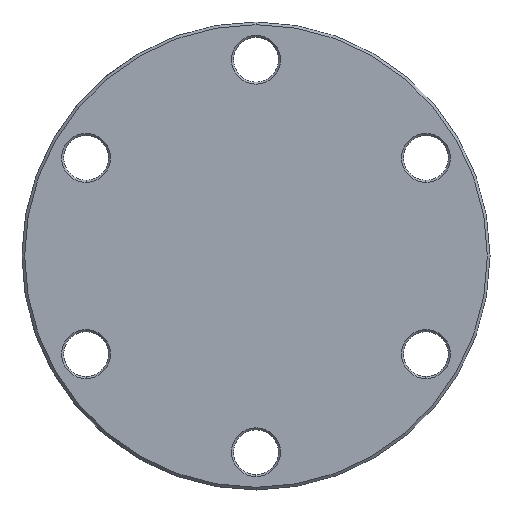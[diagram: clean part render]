
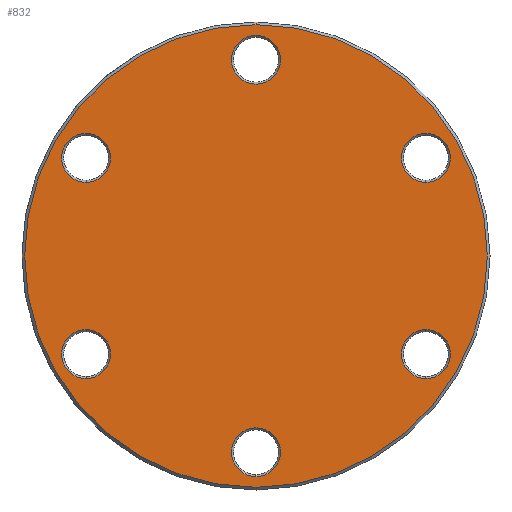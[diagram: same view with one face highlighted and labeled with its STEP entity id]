
A CAD part, front view. The second image highlights one B-rep face of the part: STEP entity #832.
In plain terms, the highlighted planar face has unit normal (0, -1, 0).
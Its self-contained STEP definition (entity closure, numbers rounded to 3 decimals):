
#1 = VERTEX_POINT ( 'NONE', #1104 ) ;
#8 = VERTEX_POINT ( 'NONE', #1117 ) ;
#25 = EDGE_CURVE ( 'NONE', #33, #1, #1137, .T. ) ;
#33 = VERTEX_POINT ( 'NONE', #1174 ) ;
#38 = EDGE_CURVE ( 'NONE', #8, #70, #1177, .T. ) ;
#46 = EDGE_CURVE ( 'NONE', #52, #93, #1091, .T. ) ;
#52 = VERTEX_POINT ( 'NONE', #1181 ) ;
#70 = VERTEX_POINT ( 'NONE', #1256 ) ;
#88 = VERTEX_POINT ( 'NONE', #1296 ) ;
#93 = VERTEX_POINT ( 'NONE', #1308 ) ;
#116 = EDGE_CURVE ( 'NONE', #120, #88, #1326, .T. ) ;
#117 = VERTEX_POINT ( 'NONE', #1299 ) ;
#120 = VERTEX_POINT ( 'NONE', #1218 ) ;
#136 = VERTEX_POINT ( 'NONE', #1397 ) ;
#161 = VERTEX_POINT ( 'NONE', #1459 ) ;
#178 = EDGE_CURVE ( 'NONE', #117, #161, #1451, .T. ) ;
#181 = EDGE_CURVE ( 'NONE', #136, #1056, #1504, .T. ) ;
#465 = CARTESIAN_POINT ( 'NONE',  ( 0., 0., -34.6 ) ) ;
#515 = CARTESIAN_POINT ( 'NONE',  ( 0., 0., 33. ) ) ;
#563 = DIRECTION ( 'NONE',  ( 0., 0., -1. ) ) ;
#564 = DIRECTION ( 'NONE',  ( 0., -1., 0. ) ) ;
#565 = AXIS2_PLACEMENT_3D ( 'NONE', #659, #564, #563 ) ;
#567 = CIRCLE ( 'NONE', #670, 3.65 ) ;
#626 = CARTESIAN_POINT ( 'NONE',  ( -25.418, 0., -14.675 ) ) ;
#627 = CIRCLE ( 'NONE', #639, 3.65 ) ;
#638 = DIRECTION ( 'NONE',  ( 0., 1., 0. ) ) ;
#639 = AXIS2_PLACEMENT_3D ( 'NONE', #626, #638, #642 ) ;
#642 = DIRECTION ( 'NONE',  ( 0., 0., -1. ) ) ;
#644 = DIRECTION ( 'NONE',  ( 0., 1., 0. ) ) ;
#645 = CARTESIAN_POINT ( 'NONE',  ( -25.418, 0., 14.675 ) ) ;
#646 = CIRCLE ( 'NONE', #565, 34.6 ) ;
#653 = CARTESIAN_POINT ( 'NONE',  ( 0., 0., 29.35 ) ) ;
#655 = DIRECTION ( 'NONE',  ( 0., 0., -1. ) ) ;
#658 = CIRCLE ( 'NONE', #671, 3.65 ) ;
#659 = CARTESIAN_POINT ( 'NONE',  ( 0., 0., 0. ) ) ;
#666 = DIRECTION ( 'NONE',  ( 0., 0., -1. ) ) ;
#667 = DIRECTION ( 'NONE',  ( 0., 1., 0. ) ) ;
#670 = AXIS2_PLACEMENT_3D ( 'NONE', #653, #667, #655 ) ;
#671 = AXIS2_PLACEMENT_3D ( 'NONE', #645, #644, #666 ) ;
#691 = VERTEX_POINT ( 'NONE', #1524 ) ;
#696 = EDGE_CURVE ( 'NONE', #1050, #691, #1547, .T. ) ;
#818 = EDGE_LOOP ( 'NONE', ( #861, #872 ) ) ;
#822 = ORIENTED_EDGE ( 'NONE', *, *, #181, .T. ) ;
#823 = EDGE_CURVE ( 'NONE', #88, #120, #1696, .T. ) ;
#824 = EDGE_LOOP ( 'NONE', ( #857, #841 ) ) ;
#828 = EDGE_LOOP ( 'NONE', ( #830, #856 ) ) ;
#829 = EDGE_CURVE ( 'NONE', #161, #117, #1713, .T. ) ;
#830 = ORIENTED_EDGE ( 'NONE', *, *, #178, .T. ) ;
#831 = ORIENTED_EDGE ( 'NONE', *, *, #46, .T. ) ;
#832 = ADVANCED_FACE ( 'NONE', ( #1697, #1714, #1709, #1700, #1704, #1703, #1699 ), #1599, .T. ) ;
#833 = EDGE_LOOP ( 'NONE', ( #831, #837 ) ) ;
#834 = EDGE_LOOP ( 'NONE', ( #822, #840 ) ) ;
#837 = ORIENTED_EDGE ( 'NONE', *, *, #839, .T. ) ;
#838 = ORIENTED_EDGE ( 'NONE', *, *, #25, .T. ) ;
#839 = EDGE_CURVE ( 'NONE', #93, #52, #1659, .T. ) ;
#840 = ORIENTED_EDGE ( 'NONE', *, *, #842, .T. ) ;
#841 = ORIENTED_EDGE ( 'NONE', *, *, #823, .T. ) ;
#842 = EDGE_CURVE ( 'NONE', #1056, #136, #567, .T. ) ;
#844 = EDGE_LOOP ( 'NONE', ( #853, #860 ) ) ;
#845 = EDGE_CURVE ( 'NONE', #1, #33, #627, .T. ) ;
#853 = ORIENTED_EDGE ( 'NONE', *, *, #38, .T. ) ;
#854 = EDGE_LOOP ( 'NONE', ( #838, #871 ) ) ;
#855 = EDGE_CURVE ( 'NONE', #70, #8, #658, .T. ) ;
#856 = ORIENTED_EDGE ( 'NONE', *, *, #829, .T. ) ;
#857 = ORIENTED_EDGE ( 'NONE', *, *, #116, .T. ) ;
#859 = EDGE_CURVE ( 'NONE', #691, #1050, #646, .T. ) ;
#860 = ORIENTED_EDGE ( 'NONE', *, *, #855, .T. ) ;
#861 = ORIENTED_EDGE ( 'NONE', *, *, #859, .T. ) ;
#871 = ORIENTED_EDGE ( 'NONE', *, *, #845, .T. ) ;
#872 = ORIENTED_EDGE ( 'NONE', *, *, #696, .T. ) ;
#1050 = VERTEX_POINT ( 'NONE', #465 ) ;
#1056 = VERTEX_POINT ( 'NONE', #515 ) ;
#1090 = AXIS2_PLACEMENT_3D ( 'NONE', #1116, #1115, #1094 ) ;
#1091 = CIRCLE ( 'NONE', #1090, 3.65 ) ;
#1094 = DIRECTION ( 'NONE',  ( 0., 0., -1. ) ) ;
#1104 = CARTESIAN_POINT ( 'NONE',  ( -25.418, 0., -11.025 ) ) ;
#1115 = DIRECTION ( 'NONE',  ( 0., 1., 0. ) ) ;
#1116 = CARTESIAN_POINT ( 'NONE',  ( 25.418, 0., 14.675 ) ) ;
#1117 = CARTESIAN_POINT ( 'NONE',  ( -25.418, 0., 11.025 ) ) ;
#1135 = AXIS2_PLACEMENT_3D ( 'NONE', #1136, #1166, #1142 ) ;
#1136 = CARTESIAN_POINT ( 'NONE',  ( -25.418, 0., -14.675 ) ) ;
#1137 = CIRCLE ( 'NONE', #1135, 3.65 ) ;
#1142 = DIRECTION ( 'NONE',  ( 0., 0., -1. ) ) ;
#1166 = DIRECTION ( 'NONE',  ( 0., 1., 0. ) ) ;
#1174 = CARTESIAN_POINT ( 'NONE',  ( -25.418, 0., -18.325 ) ) ;
#1176 = DIRECTION ( 'NONE',  ( 0., 1., 0. ) ) ;
#1177 = CIRCLE ( 'NONE', #1187, 3.65 ) ;
#1181 = CARTESIAN_POINT ( 'NONE',  ( 25.418, 0., 11.025 ) ) ;
#1186 = DIRECTION ( 'NONE',  ( 0., 0., -1. ) ) ;
#1187 = AXIS2_PLACEMENT_3D ( 'NONE', #1200, #1176, #1186 ) ;
#1200 = CARTESIAN_POINT ( 'NONE',  ( -25.418, 0., 14.675 ) ) ;
#1218 = CARTESIAN_POINT ( 'NONE',  ( 25.418, 0., -18.325 ) ) ;
#1256 = CARTESIAN_POINT ( 'NONE',  ( -25.418, 0., 18.325 ) ) ;
#1296 = CARTESIAN_POINT ( 'NONE',  ( 25.418, 0., -11.025 ) ) ;
#1299 = CARTESIAN_POINT ( 'NONE',  ( 0., 0., -33. ) ) ;
#1308 = CARTESIAN_POINT ( 'NONE',  ( 25.418, 0., 18.325 ) ) ;
#1322 = CARTESIAN_POINT ( 'NONE',  ( 25.418, 0., -14.675 ) ) ;
#1326 = CIRCLE ( 'NONE', #1334, 3.65 ) ;
#1330 = DIRECTION ( 'NONE',  ( 0., 0., -1. ) ) ;
#1334 = AXIS2_PLACEMENT_3D ( 'NONE', #1322, #1336, #1330 ) ;
#1336 = DIRECTION ( 'NONE',  ( 0., 1., 0. ) ) ;
#1397 = CARTESIAN_POINT ( 'NONE',  ( 0., 0., 25.7 ) ) ;
#1416 = DIRECTION ( 'NONE',  ( 0., 0., -1. ) ) ;
#1451 = CIRCLE ( 'NONE', #1512, 3.65 ) ;
#1459 = CARTESIAN_POINT ( 'NONE',  ( 0., 0., -25.7 ) ) ;
#1462 = CARTESIAN_POINT ( 'NONE',  ( 0., 0., 29.35 ) ) ;
#1504 = CIRCLE ( 'NONE', #1527, 3.65 ) ;
#1509 = DIRECTION ( 'NONE',  ( 0., 0., -1. ) ) ;
#1510 = DIRECTION ( 'NONE',  ( 0., 1., 0. ) ) ;
#1511 = CARTESIAN_POINT ( 'NONE',  ( 0., 0., -29.35 ) ) ;
#1512 = AXIS2_PLACEMENT_3D ( 'NONE', #1511, #1510, #1509 ) ;
#1524 = CARTESIAN_POINT ( 'NONE',  ( 0., 0., 34.6 ) ) ;
#1527 = AXIS2_PLACEMENT_3D ( 'NONE', #1462, #1534, #1533 ) ;
#1533 = DIRECTION ( 'NONE',  ( 0., 0., -1. ) ) ;
#1534 = DIRECTION ( 'NONE',  ( 0., 1., 0. ) ) ;
#1547 = CIRCLE ( 'NONE', #1552, 34.6 ) ;
#1551 = DIRECTION ( 'NONE',  ( 0., -1., 0. ) ) ;
#1552 = AXIS2_PLACEMENT_3D ( 'NONE', #1561, #1551, #1562 ) ;
#1561 = CARTESIAN_POINT ( 'NONE',  ( 0., 0., 0. ) ) ;
#1562 = DIRECTION ( 'NONE',  ( 0., 0., -1. ) ) ;
#1583 = CARTESIAN_POINT ( 'NONE',  ( 0., 0., 0. ) ) ;
#1584 = AXIS2_PLACEMENT_3D ( 'NONE', #1583, #1598, #1416 ) ;
#1598 = DIRECTION ( 'NONE',  ( 0., -1., 0. ) ) ;
#1599 = PLANE ( 'NONE',  #1584 ) ;
#1656 = CARTESIAN_POINT ( 'NONE',  ( 25.418, 0., 14.675 ) ) ;
#1657 = AXIS2_PLACEMENT_3D ( 'NONE', #1656, #1670, #1665 ) ;
#1659 = CIRCLE ( 'NONE', #1657, 3.65 ) ;
#1665 = DIRECTION ( 'NONE',  ( 0., 0., -1. ) ) ;
#1670 = DIRECTION ( 'NONE',  ( 0., 1., 0. ) ) ;
#1694 = CARTESIAN_POINT ( 'NONE',  ( 25.418, 0., -14.675 ) ) ;
#1695 = CARTESIAN_POINT ( 'NONE',  ( 0., 0., -29.35 ) ) ;
#1696 = CIRCLE ( 'NONE', #1712, 3.65 ) ;
#1697 = FACE_BOUND ( 'NONE', #834, .T. ) ;
#1698 = AXIS2_PLACEMENT_3D ( 'NONE', #1695, #1702, #1701 ) ;
#1699 = FACE_OUTER_BOUND ( 'NONE', #818, .T. ) ;
#1700 = FACE_BOUND ( 'NONE', #828, .T. ) ;
#1701 = DIRECTION ( 'NONE',  ( 0., 0., -1. ) ) ;
#1702 = DIRECTION ( 'NONE',  ( 0., 1., 0. ) ) ;
#1703 = FACE_BOUND ( 'NONE', #844, .T. ) ;
#1704 = FACE_BOUND ( 'NONE', #854, .T. ) ;
#1709 = FACE_BOUND ( 'NONE', #824, .T. ) ;
#1710 = DIRECTION ( 'NONE',  ( 0., 0., -1. ) ) ;
#1711 = DIRECTION ( 'NONE',  ( 0., 1., 0. ) ) ;
#1712 = AXIS2_PLACEMENT_3D ( 'NONE', #1694, #1711, #1710 ) ;
#1713 = CIRCLE ( 'NONE', #1698, 3.65 ) ;
#1714 = FACE_BOUND ( 'NONE', #833, .T. ) ;
